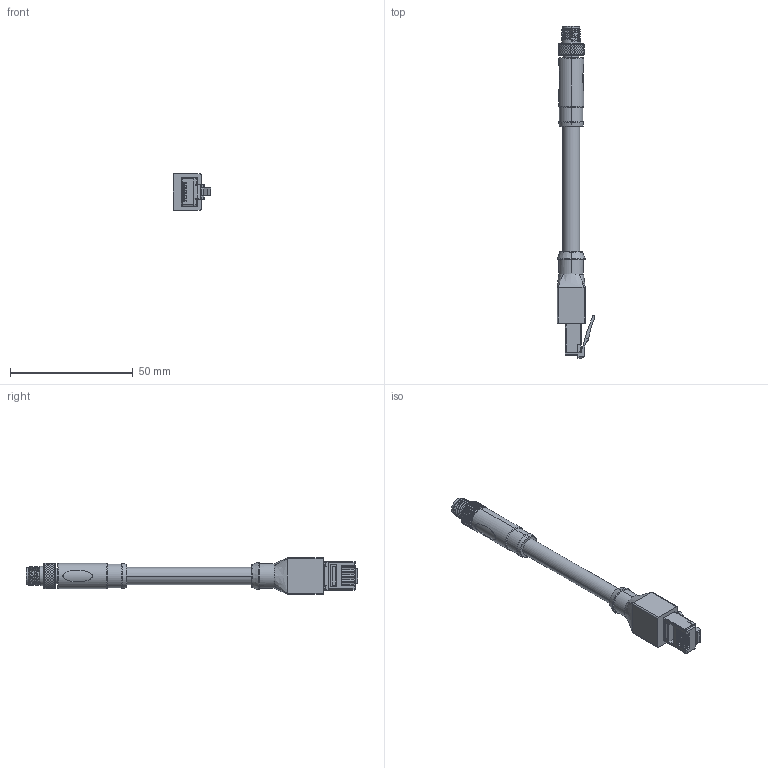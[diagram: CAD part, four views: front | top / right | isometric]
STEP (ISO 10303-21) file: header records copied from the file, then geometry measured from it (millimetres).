
FILE_DESCRIPTION((''),'2;1');
FILE_NAME('244317_SM01_ASM','2024-08-22T08:19:30',('banengservice'),('BANNER ENGINEERING'),'CREO PARAMETRIC BY PTC INC, 2022414','CREO PARAMETRIC BY PTC INC, 2022414','');
FILE_SCHEMA(('CONFIG_CONTROL_DESIGN'));
Products named in the file (2): 244317_EP01; 244317_SM01_ASM
Assembly tree (1 placements, depth 2):
  244317_SM01_ASM
    244317_EP01
Bounding box: 15.44 x 135.22 x 15 mm (x, y, z)
Volume: 9396.5 mm3; surface area: 6504.2 mm2
Topology: 1 solids, 3 shells, 2401 faces, 6074 edges, 3873 vertices
Faces by surface type: bspline 1259, plane 553, cylinder 442, cone 131, torus 12, extrusion 2, sphere 2
Entity records: 103290 total; most frequent: CARTESIAN_POINT 50637, ORIENTED_EDGE 12136, DIRECTION 8697, EDGE_CURVE 6068, VERTEX_POINT 3873, AXIS2_PLACEMENT_3D 3019, VECTOR 2659, LINE 2657
